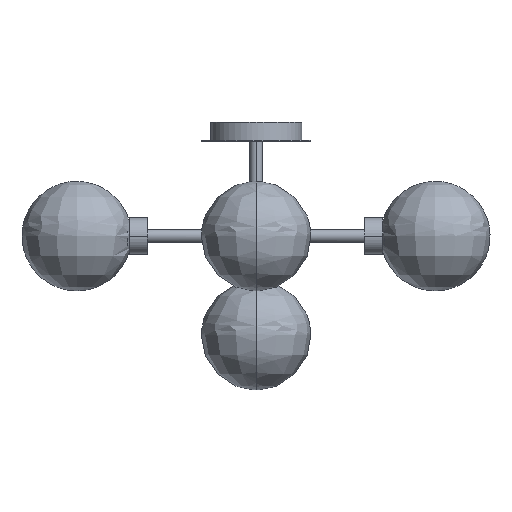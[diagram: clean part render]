
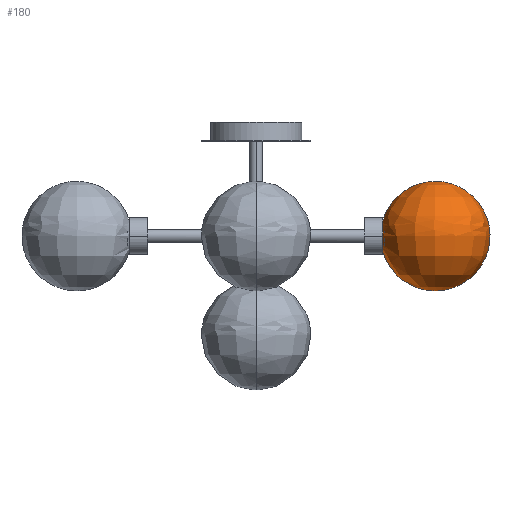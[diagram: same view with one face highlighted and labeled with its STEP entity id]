
A CAD part, left-side view. The second image highlights one B-rep face of the part: STEP entity #180.
In plain terms, the highlighted free-form (B-spline) face has degree [2, 2] with [5, 5] control points.
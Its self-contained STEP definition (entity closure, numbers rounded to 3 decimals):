
#32=(
BOUNDED_SURFACE()
B_SPLINE_SURFACE(2,2,((#2553,#2554,#2555,#2556,#2557),(#2558,#2559,#2560,
#2561,#2562),(#2563,#2564,#2565,#2566,#2567),(#2568,#2569,#2570,#2571,#2572),
(#2573,#2574,#2575,#2576,#2577)),.UNSPECIFIED.,.F.,.F.,.F.)
B_SPLINE_SURFACE_WITH_KNOTS((3,2,3),(3,2,3),(0.,94.248,188.496),
(-94.248,0.,94.248),.UNSPECIFIED.)
GEOMETRIC_REPRESENTATION_ITEM()
RATIONAL_B_SPLINE_SURFACE(((1.,0.707,1.,0.707,1.),
(0.707,0.5,0.707,0.5,0.707),(1.,0.707,
1.,0.707,1.),(0.707,0.5,0.707,0.5,0.707),
(1.,0.707,1.,0.707,1.)))
REPRESENTATION_ITEM('')
SURFACE()
);
#180=ADVANCED_FACE('',(#288),#32,.T.);
#288=FACE_OUTER_BOUND('',#396,.T.);
#396=EDGE_LOOP('',(#620,#621,#622,#623));
#620=ORIENTED_EDGE('',*,*,#924,.T.);
#621=ORIENTED_EDGE('',*,*,#922,.F.);
#622=ORIENTED_EDGE('',*,*,#923,.T.);
#623=ORIENTED_EDGE('',*,*,#931,.F.);
#922=EDGE_CURVE('',#1286,#1287,#1096,.T.);
#923=EDGE_CURVE('',#1286,#1289,#1097,.T.);
#924=EDGE_CURVE('',#1288,#1287,#1098,.T.);
#931=EDGE_CURVE('',#1288,#1289,#1202,.T.);
#1096=(
BOUNDED_CURVE()
B_SPLINE_CURVE(2,(#2705,#2706,#2707,#2708,#2709),.UNSPECIFIED.,.F.,.F.)
B_SPLINE_CURVE_WITH_KNOTS((3,2,3),(-94.248,0.,94.248),
 .UNSPECIFIED.)
CURVE()
GEOMETRIC_REPRESENTATION_ITEM()
RATIONAL_B_SPLINE_CURVE((1.,0.707,1.,0.707,1.))
REPRESENTATION_ITEM('')
);
#1097=(
BOUNDED_CURVE()
B_SPLINE_CURVE(2,(#2710,#2711,#2712),.UNSPECIFIED.,.F.,.F.)
B_SPLINE_CURVE_WITH_KNOTS((3,3),(-94.248,-18.95),
 .UNSPECIFIED.)
CURVE()
GEOMETRIC_REPRESENTATION_ITEM()
RATIONAL_B_SPLINE_CURVE((1.,0.804,1.))
REPRESENTATION_ITEM('')
);
#1098=(
BOUNDED_CURVE()
B_SPLINE_CURVE(2,(#2713,#2714,#2715),.UNSPECIFIED.,.F.,.F.)
B_SPLINE_CURVE_WITH_KNOTS((3,3),(18.95,94.248),
 .UNSPECIFIED.)
CURVE()
GEOMETRIC_REPRESENTATION_ITEM()
RATIONAL_B_SPLINE_CURVE((1.,0.804,1.))
REPRESENTATION_ITEM('')
);
#1202=B_SPLINE_CURVE_WITH_KNOTS('',3,(#2751,#2752,#2753,#2754,#2755,#2756,
#2757,#2758,#2759,#2760,#2761),.UNSPECIFIED.,.F.,.F.,(4,2,3,2,4),(0.,14.125,
28.249,42.374,56.498),.UNSPECIFIED.);
#1286=VERTEX_POINT('',#2697);
#1287=VERTEX_POINT('',#2698);
#1288=VERTEX_POINT('',#2699);
#1289=VERTEX_POINT('',#2700);
#2553=CARTESIAN_POINT('',(-99.972,-196.331,2751.342));
#2554=CARTESIAN_POINT('',(-99.972,-256.331,2751.342));
#2555=CARTESIAN_POINT('',(-99.972,-256.331,2691.342));
#2556=CARTESIAN_POINT('',(-99.972,-256.331,2631.342));
#2557=CARTESIAN_POINT('',(-99.972,-196.331,2631.342));
#2558=CARTESIAN_POINT('',(-99.972,-196.331,2751.342));
#2559=CARTESIAN_POINT('',(-159.972,-256.331,2751.342));
#2560=CARTESIAN_POINT('',(-159.972,-256.331,2691.342));
#2561=CARTESIAN_POINT('',(-159.972,-256.331,2631.342));
#2562=CARTESIAN_POINT('',(-99.972,-196.331,2631.342));
#2563=CARTESIAN_POINT('',(-99.972,-196.331,2751.342));
#2564=CARTESIAN_POINT('',(-159.972,-196.331,2751.342));
#2565=CARTESIAN_POINT('',(-159.972,-196.331,2691.342));
#2566=CARTESIAN_POINT('',(-159.972,-196.331,2631.342));
#2567=CARTESIAN_POINT('',(-99.972,-196.331,2631.342));
#2568=CARTESIAN_POINT('',(-99.972,-196.331,2751.342));
#2569=CARTESIAN_POINT('',(-159.972,-136.331,2751.342));
#2570=CARTESIAN_POINT('',(-159.972,-136.331,2691.342));
#2571=CARTESIAN_POINT('',(-159.972,-136.331,2631.342));
#2572=CARTESIAN_POINT('',(-99.972,-196.331,2631.342));
#2573=CARTESIAN_POINT('',(-99.972,-196.331,2751.342));
#2574=CARTESIAN_POINT('',(-99.972,-136.331,2751.342));
#2575=CARTESIAN_POINT('',(-99.972,-136.331,2691.342));
#2576=CARTESIAN_POINT('',(-99.972,-136.331,2631.342));
#2577=CARTESIAN_POINT('',(-99.972,-196.331,2631.342));
#2697=CARTESIAN_POINT('',(-99.972,-196.331,2751.342));
#2698=CARTESIAN_POINT('',(-99.972,-196.331,2631.342));
#2699=CARTESIAN_POINT('',(-99.972,-138.949,2673.812));
#2700=CARTESIAN_POINT('',(-99.972,-138.949,2708.872));
#2705=CARTESIAN_POINT('',(-99.972,-196.331,2751.342));
#2706=CARTESIAN_POINT('',(-99.972,-256.331,2751.342));
#2707=CARTESIAN_POINT('',(-99.972,-256.331,2691.342));
#2708=CARTESIAN_POINT('',(-99.972,-256.331,2631.342));
#2709=CARTESIAN_POINT('',(-99.972,-196.331,2631.342));
#2710=CARTESIAN_POINT('',(-99.972,-196.331,2751.342));
#2711=CARTESIAN_POINT('',(-99.972,-151.923,2751.342));
#2712=CARTESIAN_POINT('',(-99.972,-138.949,2708.872));
#2713=CARTESIAN_POINT('',(-99.972,-138.949,2673.812));
#2714=CARTESIAN_POINT('',(-99.972,-151.923,2631.342));
#2715=CARTESIAN_POINT('',(-99.972,-196.331,2631.342));
#2751=CARTESIAN_POINT('',(-99.972,-138.949,2673.812));
#2752=CARTESIAN_POINT('',(-104.621,-138.949,2673.812));
#2753=CARTESIAN_POINT('',(-109.08,-138.949,2675.659));
#2754=CARTESIAN_POINT('',(-115.655,-138.949,2682.234));
#2755=CARTESIAN_POINT('',(-117.502,-138.949,2686.693));
#2756=CARTESIAN_POINT('',(-117.502,-138.949,2691.342));
#2757=CARTESIAN_POINT('',(-117.502,-138.949,2695.991));
#2758=CARTESIAN_POINT('',(-115.655,-138.949,2700.45));
#2759=CARTESIAN_POINT('',(-109.08,-138.949,2707.025));
#2760=CARTESIAN_POINT('',(-104.621,-138.949,2708.872));
#2761=CARTESIAN_POINT('',(-99.972,-138.949,2708.872));
